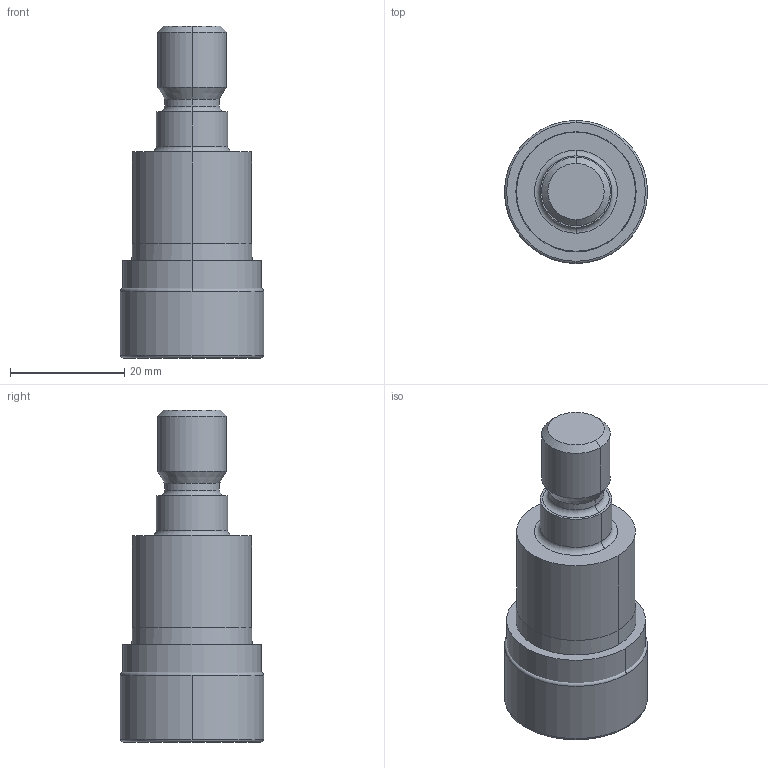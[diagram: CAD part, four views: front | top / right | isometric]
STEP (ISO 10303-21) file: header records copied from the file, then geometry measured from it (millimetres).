
FILE_DESCRIPTION(('no description'),'unknown implementation level');
FILE_NAME('solidcE7daQ5Vq1Nb1FxC7jiqDA5b3pc_1.STP',' ',('CIMSOURCE GmbH'),('CADClick - KiM GmbH - www.kimweb.de'),'unknown preprocess','ACIS','unknown authorization');
FILE_SCHEMA(('automotive_design'));
Length unit declared in the file: millimetre
Products named in the file (2): 1; 2
Bounding box: 25 x 25 x 58 mm (x, y, z)
Volume: 19774.3 mm3; surface area: 6104.8 mm2
Topology: 2 solids, 3 shells, 54 faces, 125 edges, 78 vertices
Faces by surface type: cylinder 19, torus 12, cone 12, plane 11
Entity records: 3140 total; most frequent: CARTESIAN_POINT 346, DIRECTION 314, STYLED_ITEM 259, PRESENTATION_STYLE_ASSIGNMENT 259, COLOUR_RGB 259, ORIENTED_EDGE 250, AXIS2_PLACEMENT_3D 136, EDGE_CURVE 125
